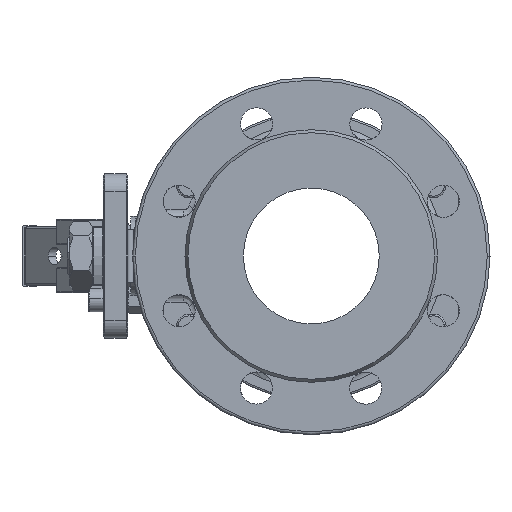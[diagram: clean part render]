
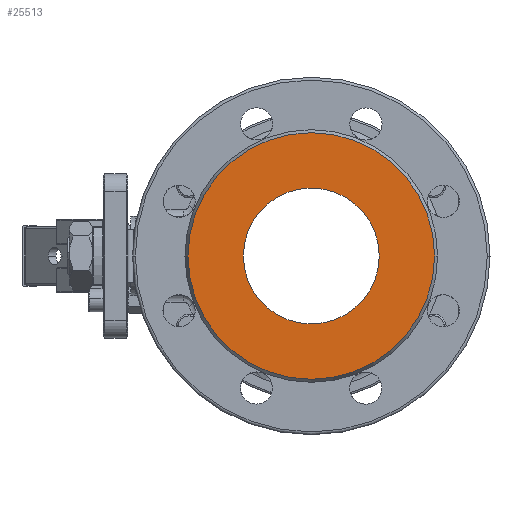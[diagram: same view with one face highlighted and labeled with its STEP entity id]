
A CAD part, left-side view. The second image highlights one B-rep face of the part: STEP entity #25513.
In plain terms, the highlighted planar face has unit normal (-1, 0, 0).
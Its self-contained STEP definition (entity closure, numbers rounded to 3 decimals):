
#2153 = VERTEX_POINT ( 'NONE', #41050 ) ;
#2706 = CARTESIAN_POINT ( 'NONE',  ( -50.677, -5.778, 20.976 ) ) ;
#5892 = FACE_OUTER_BOUND ( 'NONE', #63089, .T. ) ;
#7687 = CARTESIAN_POINT ( 'NONE',  ( -50.677, -43.778, 20.976 ) ) ;
#8240 = EDGE_LOOP ( 'NONE', ( #25539, #70918 ) ) ;
#9293 = CIRCLE ( 'NONE', #38292, 69. ) ;
#10254 = ORIENTED_EDGE ( 'NONE', *, *, #37357, .F. ) ;
#10410 = CARTESIAN_POINT ( 'NONE',  ( -50.677, 32.222, 20.976 ) ) ;
#14291 = CIRCLE ( 'NONE', #30154, 69. ) ;
#18258 = CARTESIAN_POINT ( 'NONE',  ( -50.677, -5.722, 20.976 ) ) ;
#18680 = DIRECTION ( 'NONE',  ( -1., 0., 0. ) ) ;
#20815 = CIRCLE ( 'NONE', #77514, 38. ) ;
#23639 = DIRECTION ( 'NONE',  ( 0., 1., 0. ) ) ;
#24136 = VERTEX_POINT ( 'NONE', #7687 ) ;
#25513 = ADVANCED_FACE ( 'NONE', ( #56315, #5892 ), #80197, .T. ) ;
#25539 = ORIENTED_EDGE ( 'NONE', *, *, #66265, .T. ) ;
#25906 = VERTEX_POINT ( 'NONE', #70699 ) ;
#26252 = DIRECTION ( 'NONE',  ( 0., 1., 0. ) ) ;
#27774 = CARTESIAN_POINT ( 'NONE',  ( -50.677, -5.778, 20.976 ) ) ;
#27888 = DIRECTION ( 'NONE',  ( 1., 0., 0. ) ) ;
#28876 = DIRECTION ( 'NONE',  ( 0., 1., 0. ) ) ;
#29708 = CARTESIAN_POINT ( 'NONE',  ( -50.677, -5.778, 20.976 ) ) ;
#30154 = AXIS2_PLACEMENT_3D ( 'NONE', #65601, #34152, #46611 ) ;
#34152 = DIRECTION ( 'NONE',  ( 1., 0., 0. ) ) ;
#36216 = VERTEX_POINT ( 'NONE', #10410 ) ;
#37357 = EDGE_CURVE ( 'NONE', #2153, #25906, #14291, .T. ) ;
#37557 = CIRCLE ( 'NONE', #70485, 38. ) ;
#38292 = AXIS2_PLACEMENT_3D ( 'NONE', #27774, #71967, #53861 ) ;
#41050 = CARTESIAN_POINT ( 'NONE',  ( -50.677, 63.222, 20.976 ) ) ;
#45913 = EDGE_CURVE ( 'NONE', #24136, #36216, #20815, .T. ) ;
#46611 = DIRECTION ( 'NONE',  ( 0., 1., 0. ) ) ;
#47763 = EDGE_CURVE ( 'NONE', #25906, #2153, #9293, .T. ) ;
#52880 = AXIS2_PLACEMENT_3D ( 'NONE', #18258, #18680, #23639 ) ;
#53861 = DIRECTION ( 'NONE',  ( 0., 1., 0. ) ) ;
#55254 = ORIENTED_EDGE ( 'NONE', *, *, #47763, .F. ) ;
#56315 = FACE_BOUND ( 'NONE', #8240, .T. ) ;
#63089 = EDGE_LOOP ( 'NONE', ( #10254, #55254 ) ) ;
#65601 = CARTESIAN_POINT ( 'NONE',  ( -50.677, -5.778, 20.976 ) ) ;
#66265 = EDGE_CURVE ( 'NONE', #36216, #24136, #37557, .T. ) ;
#70485 = AXIS2_PLACEMENT_3D ( 'NONE', #2706, #27888, #26252 ) ;
#70699 = CARTESIAN_POINT ( 'NONE',  ( -50.677, -74.778, 20.976 ) ) ;
#70918 = ORIENTED_EDGE ( 'NONE', *, *, #45913, .T. ) ;
#71967 = DIRECTION ( 'NONE',  ( 1., 0., 0. ) ) ;
#77514 = AXIS2_PLACEMENT_3D ( 'NONE', #29708, #78426, #28876 ) ;
#78426 = DIRECTION ( 'NONE',  ( 1., 0., 0. ) ) ;
#80197 = PLANE ( 'NONE',  #52880 ) ;
